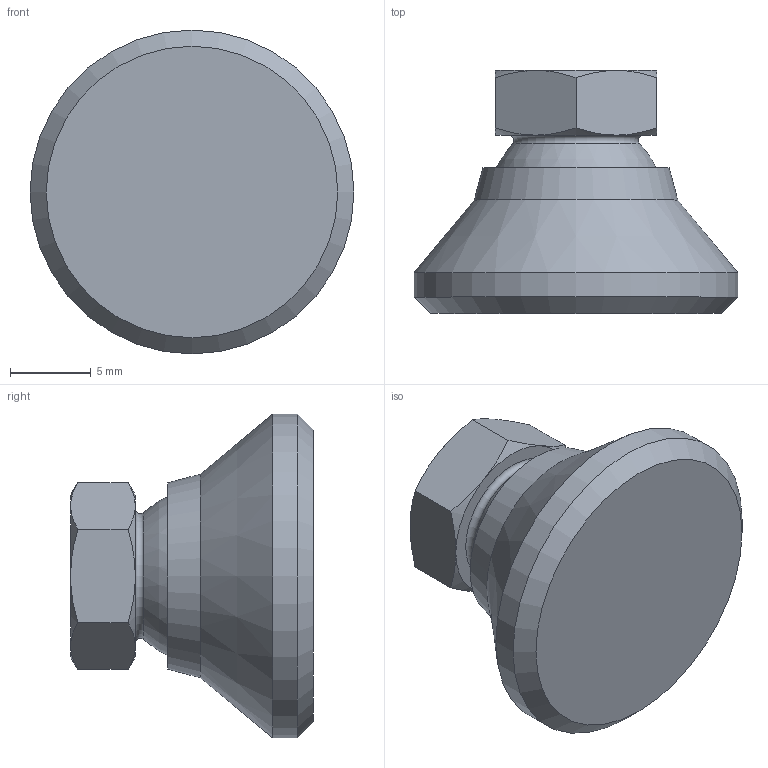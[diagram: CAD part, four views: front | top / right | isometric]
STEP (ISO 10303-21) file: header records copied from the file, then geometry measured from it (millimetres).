
FILE_DESCRIPTION( ( 'STEP AP214' ), '1' );
FILE_NAME( 'K0395.106_0.stp', '2020-12-07T10:25:02', ( '' ), ( '' ), ' ', 'PARTsolutions', ' ' );
FILE_SCHEMA( ( 'AUTOMOTIVE_DESIGN { 1 0 10303 214 1 1 1 1 }' ) );
Length unit declared in the file: millimetre
Products named in the file (1): _K0395.106_0
Bounding box: 20 x 15 x 20 mm (x, y, z)
Volume: 2048.4 mm3; surface area: 1850 mm2
Topology: 1 solids, 2 shells, 41 faces, 82 edges, 51 vertices
Faces by surface type: cone 19, plane 17, cylinder 3, sphere 1, torus 1
Full cylindrical faces by diameter (mm): 4.917 x1, 11 x1, 20 x1
Entity records: 1354 total; most frequent: CARTESIAN_POINT 270, DIRECTION 154, ORIENTED_EDGE 124, AXIS2_PLACEMENT_3D 74, EDGE_CURVE 62, EDGE_LOOP 60, FACE_OUTER_BOUND 46, VERTEX_POINT 46
